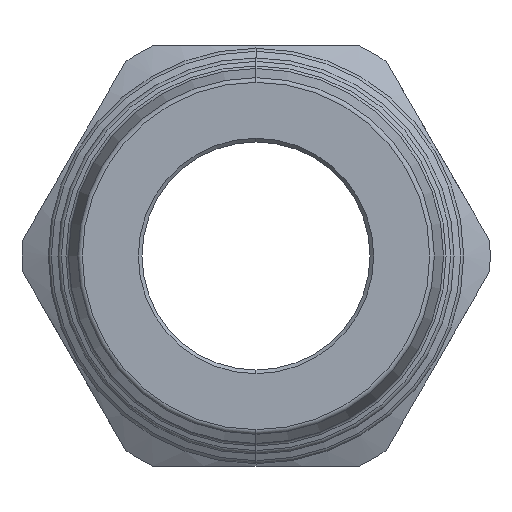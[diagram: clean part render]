
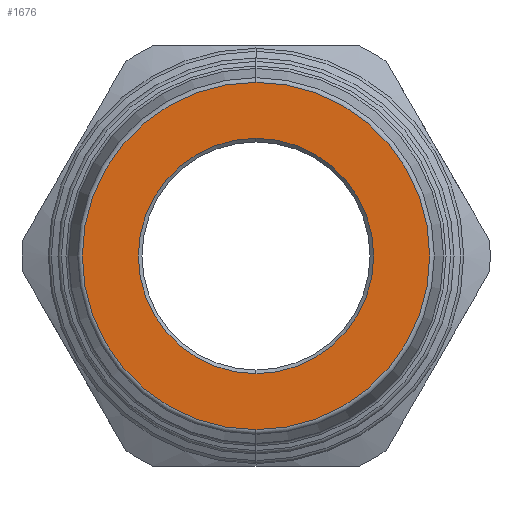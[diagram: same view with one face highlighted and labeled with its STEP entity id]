
A CAD part, left-side view. The second image highlights one B-rep face of the part: STEP entity #1676.
In plain terms, the highlighted planar face has unit normal (-1, 0, 0).
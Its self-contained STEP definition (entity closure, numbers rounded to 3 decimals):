
#74 = EDGE_CURVE ( 'NONE', #264, #240, #581, .T. ) ;
#188 = CARTESIAN_POINT ( 'NONE',  ( -46., -23.186, 0. ) ) ;
#189 = PLANE ( 'NONE',  #1210 ) ;
#190 = DIRECTION ( 'NONE',  ( 0., 0., 1. ) ) ;
#191 = DIRECTION ( 'NONE',  ( -1., 0., 0. ) ) ;
#203 = VERTEX_POINT ( 'NONE', #1472 ) ;
#240 = VERTEX_POINT ( 'NONE', #1513 ) ;
#264 = VERTEX_POINT ( 'NONE', #1425 ) ;
#268 = VERTEX_POINT ( 'NONE', #1433 ) ;
#388 = FACE_BOUND ( 'NONE', #889, .T. ) ;
#389 = FACE_OUTER_BOUND ( 'NONE', #822, .T. ) ;
#422 = CIRCLE ( 'NONE', #1226, 9.8 ) ;
#431 = CIRCLE ( 'NONE', #1233, 14.471 ) ;
#581 = CIRCLE ( 'NONE', #1316, 9.8 ) ;
#618 = ORIENTED_EDGE ( 'NONE', *, *, #1716, .T. ) ;
#619 = ORIENTED_EDGE ( 'NONE', *, *, #1332, .T. ) ;
#620 = ORIENTED_EDGE ( 'NONE', *, *, #1340, .F. ) ;
#621 = ORIENTED_EDGE ( 'NONE', *, *, #74, .F. ) ;
#822 = EDGE_LOOP ( 'NONE', ( #618, #619 ) ) ;
#889 = EDGE_LOOP ( 'NONE', ( #620, #621 ) ) ;
#1073 = CIRCLE ( 'NONE', #1183, 14.471 ) ;
#1132 = DIRECTION ( 'NONE',  ( 0., 0., 1. ) ) ;
#1158 = DIRECTION ( 'NONE',  ( -1., 0., 0. ) ) ;
#1159 = CARTESIAN_POINT ( 'NONE',  ( -46., 0., 0. ) ) ;
#1160 = CARTESIAN_POINT ( 'NONE',  ( -46., 0., 0. ) ) ;
#1161 = DIRECTION ( 'NONE',  ( -1., 0., 0. ) ) ;
#1162 = DIRECTION ( 'NONE',  ( 0., 0., 1. ) ) ;
#1183 = AXIS2_PLACEMENT_3D ( 'NONE', #1551, #1550, #1552 ) ;
#1210 = AXIS2_PLACEMENT_3D ( 'NONE', #188, #191, #190 ) ;
#1226 = AXIS2_PLACEMENT_3D ( 'NONE', #1160, #1161, #1162 ) ;
#1233 = AXIS2_PLACEMENT_3D ( 'NONE', #1159, #1158, #1132 ) ;
#1316 = AXIS2_PLACEMENT_3D ( 'NONE', #1430, #1432, #1434 ) ;
#1332 = EDGE_CURVE ( 'NONE', #203, #268, #431, .T. ) ;
#1340 = EDGE_CURVE ( 'NONE', #240, #264, #422, .T. ) ;
#1425 = CARTESIAN_POINT ( 'NONE',  ( -46., 0., -9.8 ) ) ;
#1430 = CARTESIAN_POINT ( 'NONE',  ( -46., 0., 0. ) ) ;
#1432 = DIRECTION ( 'NONE',  ( -1., 0., 0. ) ) ;
#1433 = CARTESIAN_POINT ( 'NONE',  ( -46., 0., 14.471 ) ) ;
#1434 = DIRECTION ( 'NONE',  ( 0., 0., 1. ) ) ;
#1472 = CARTESIAN_POINT ( 'NONE',  ( -46., 0., -14.471 ) ) ;
#1513 = CARTESIAN_POINT ( 'NONE',  ( -46., 0., 9.8 ) ) ;
#1550 = DIRECTION ( 'NONE',  ( -1., 0., 0. ) ) ;
#1551 = CARTESIAN_POINT ( 'NONE',  ( -46., 0., 0. ) ) ;
#1552 = DIRECTION ( 'NONE',  ( 0., 0., 1. ) ) ;
#1676 = ADVANCED_FACE ( 'NONE', ( #389, #388 ), #189, .T. ) ;
#1716 = EDGE_CURVE ( 'NONE', #268, #203, #1073, .T. ) ;
